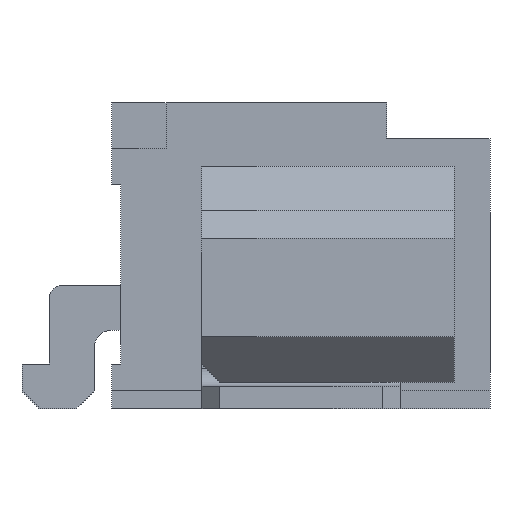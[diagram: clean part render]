
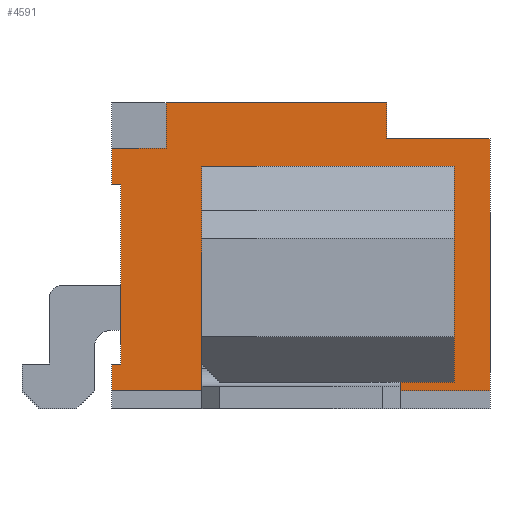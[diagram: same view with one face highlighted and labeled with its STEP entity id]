
A CAD part, left-side view. The second image highlights one B-rep face of the part: STEP entity #4591.
In plain terms, the highlighted planar face has unit normal (-1, 0, 0).
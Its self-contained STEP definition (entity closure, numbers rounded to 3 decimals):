
#156=FACE_BOUND('',#462,.T.);
#227=FACE_OUTER_BOUND('',#461,.T.);
#461=EDGE_LOOP('',(#3408,#3409,#3410,#3411,#3412,#3413,#3414,#3415,#3416,
#3417,#3418,#3419));
#462=EDGE_LOOP('',(#3420,#3421,#3422,#3423));
#671=LINE('',#6265,#1301);
#675=LINE('',#6275,#1305);
#693=LINE('',#6311,#1323);
#726=LINE('',#6377,#1356);
#879=LINE('',#6712,#1509);
#887=LINE('',#6728,#1517);
#888=LINE('',#6730,#1518);
#889=LINE('',#6731,#1519);
#890=LINE('',#6733,#1520);
#891=LINE('',#6735,#1521);
#892=LINE('',#6737,#1522);
#893=LINE('',#6739,#1523);
#894=LINE('',#6741,#1524);
#895=LINE('',#6742,#1525);
#896=LINE('',#6743,#1526);
#897=LINE('',#6744,#1527);
#1301=VECTOR('',#5088,0.3);
#1305=VECTOR('',#5094,0.4);
#1323=VECTOR('',#5114,0.1);
#1356=VECTOR('',#5153,2.4);
#1509=VECTOR('',#5432,2.4);
#1517=VECTOR('',#5450,0.6);
#1518=VECTOR('',#5451,0.1);
#1519=VECTOR('',#5452,2.);
#1520=VECTOR('',#5453,4.2);
#1521=VECTOR('',#5454,2.8);
#1522=VECTOR('',#5455,1.15);
#1523=VECTOR('',#5456,0.4);
#1524=VECTOR('',#5457,2.45);
#1525=VECTOR('',#5458,0.5);
#1526=VECTOR('',#5459,2.8);
#1527=VECTOR('',#5460,2.8);
#1921=VERTEX_POINT('',#6251);
#1926=VERTEX_POINT('',#6263);
#1930=VERTEX_POINT('',#6272);
#1931=VERTEX_POINT('',#6274);
#1948=VERTEX_POINT('',#6310);
#1977=VERTEX_POINT('',#6374);
#1978=VERTEX_POINT('',#6376);
#2096=VERTEX_POINT('',#6710);
#2097=VERTEX_POINT('',#6711);
#2100=VERTEX_POINT('',#6727);
#2101=VERTEX_POINT('',#6729);
#2102=VERTEX_POINT('',#6732);
#2103=VERTEX_POINT('',#6734);
#2104=VERTEX_POINT('',#6736);
#2105=VERTEX_POINT('',#6738);
#2106=VERTEX_POINT('',#6740);
#2361=EDGE_CURVE('',#1926,#1921,#671,.T.);
#2365=EDGE_CURVE('',#1930,#1931,#675,.T.);
#2383=EDGE_CURVE('',#1921,#1948,#693,.T.);
#2416=EDGE_CURVE('',#1978,#1977,#726,.T.);
#2586=EDGE_CURVE('',#2096,#2097,#879,.T.);
#2594=EDGE_CURVE('',#1931,#2100,#887,.T.);
#2595=EDGE_CURVE('',#1930,#2101,#888,.T.);
#2596=EDGE_CURVE('',#1948,#2101,#889,.T.);
#2597=EDGE_CURVE('',#1926,#2102,#890,.T.);
#2598=EDGE_CURVE('',#2102,#2103,#891,.T.);
#2599=EDGE_CURVE('',#2103,#2104,#892,.T.);
#2600=EDGE_CURVE('',#2105,#2104,#893,.T.);
#2601=EDGE_CURVE('',#2106,#2105,#894,.T.);
#2602=EDGE_CURVE('',#2106,#2100,#895,.T.);
#2603=EDGE_CURVE('',#2097,#1977,#896,.T.);
#2604=EDGE_CURVE('',#2096,#1978,#897,.T.);
#3408=ORIENTED_EDGE('',*,*,#2594,.F.);
#3409=ORIENTED_EDGE('',*,*,#2365,.F.);
#3410=ORIENTED_EDGE('',*,*,#2595,.T.);
#3411=ORIENTED_EDGE('',*,*,#2596,.F.);
#3412=ORIENTED_EDGE('',*,*,#2383,.F.);
#3413=ORIENTED_EDGE('',*,*,#2361,.F.);
#3414=ORIENTED_EDGE('',*,*,#2597,.T.);
#3415=ORIENTED_EDGE('',*,*,#2598,.T.);
#3416=ORIENTED_EDGE('',*,*,#2599,.T.);
#3417=ORIENTED_EDGE('',*,*,#2600,.F.);
#3418=ORIENTED_EDGE('',*,*,#2601,.F.);
#3419=ORIENTED_EDGE('',*,*,#2602,.T.);
#3420=ORIENTED_EDGE('',*,*,#2416,.T.);
#3421=ORIENTED_EDGE('',*,*,#2603,.F.);
#3422=ORIENTED_EDGE('',*,*,#2586,.F.);
#3423=ORIENTED_EDGE('',*,*,#2604,.T.);
#4367=PLANE('',#4855);
#4591=ADVANCED_FACE('',(#227,#156),#4367,.T.);
#4855=AXIS2_PLACEMENT_3D('',#6726,#5448,#5449);
#5088=DIRECTION('',(0.,0.,1.));
#5094=DIRECTION('',(0.,0.,1.));
#5114=DIRECTION('',(0.,-1.,0.));
#5153=DIRECTION('',(0.,0.,1.));
#5432=DIRECTION('',(0.,0.,1.));
#5448=DIRECTION('center_axis',(-1.,0.,0.));
#5449=DIRECTION('ref_axis',(0.,-1.,0.));
#5450=DIRECTION('',(0.,-1.,0.));
#5451=DIRECTION('',(0.,-1.,0.));
#5452=DIRECTION('',(0.,0.,1.));
#5453=DIRECTION('',(0.,-1.,0.));
#5454=DIRECTION('',(0.,0.,1.));
#5455=DIRECTION('',(0.,1.,0.));
#5456=DIRECTION('',(0.,0.,-1.));
#5457=DIRECTION('',(0.,-1.,0.));
#5458=DIRECTION('',(0.,0.,-1.));
#5459=DIRECTION('',(0.,1.,0.));
#5460=DIRECTION('',(0.,1.,0.));
#6251=CARTESIAN_POINT('',(-2.75,2.1,0.5));
#6263=CARTESIAN_POINT('',(-2.75,2.1,0.2));
#6265=CARTESIAN_POINT('',(-2.75,2.1,0.2));
#6272=CARTESIAN_POINT('',(-2.75,2.1,2.5));
#6274=CARTESIAN_POINT('',(-2.75,2.1,2.9));
#6275=CARTESIAN_POINT('',(-2.75,2.1,2.5));
#6310=CARTESIAN_POINT('',(-2.75,2.,0.5));
#6311=CARTESIAN_POINT('',(-2.75,2.1,0.5));
#6374=CARTESIAN_POINT('',(-2.75,1.1,2.7));
#6376=CARTESIAN_POINT('',(-2.75,1.1,0.3));
#6377=CARTESIAN_POINT('',(-2.75,1.1,0.3));
#6710=CARTESIAN_POINT('',(-2.75,-1.7,0.3));
#6711=CARTESIAN_POINT('',(-2.75,-1.7,2.7));
#6712=CARTESIAN_POINT('',(-2.75,-1.7,0.3));
#6726=CARTESIAN_POINT('Origin',(-2.75,2.1,0.));
#6727=CARTESIAN_POINT('',(-2.75,1.5,2.9));
#6728=CARTESIAN_POINT('',(-2.75,2.1,2.9));
#6729=CARTESIAN_POINT('',(-2.75,2.,2.5));
#6730=CARTESIAN_POINT('',(-2.75,2.1,2.5));
#6731=CARTESIAN_POINT('',(-2.75,2.,0.5));
#6732=CARTESIAN_POINT('',(-2.75,-2.1,0.2));
#6733=CARTESIAN_POINT('',(-2.75,2.1,0.2));
#6734=CARTESIAN_POINT('',(-2.75,-2.1,3.));
#6735=CARTESIAN_POINT('',(-2.75,-2.1,0.2));
#6736=CARTESIAN_POINT('',(-2.75,-0.95,3.));
#6737=CARTESIAN_POINT('',(-2.75,-2.1,3.));
#6738=CARTESIAN_POINT('',(-2.75,-0.95,3.4));
#6739=CARTESIAN_POINT('',(-2.75,-0.95,3.4));
#6740=CARTESIAN_POINT('',(-2.75,1.5,3.4));
#6741=CARTESIAN_POINT('',(-2.75,1.5,3.4));
#6742=CARTESIAN_POINT('',(-2.75,1.5,3.4));
#6743=CARTESIAN_POINT('',(-2.75,-1.7,2.7));
#6744=CARTESIAN_POINT('',(-2.75,-1.7,0.3));
